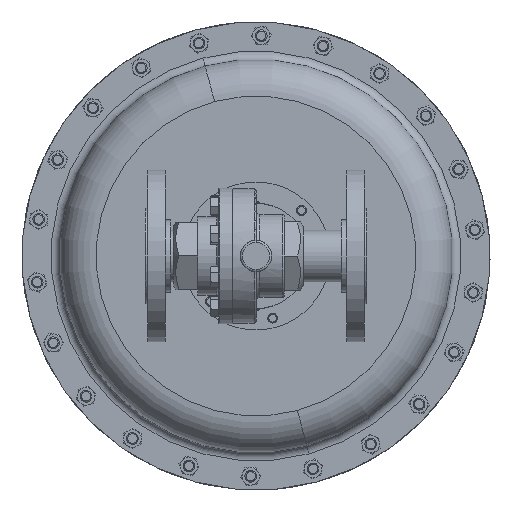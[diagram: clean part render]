
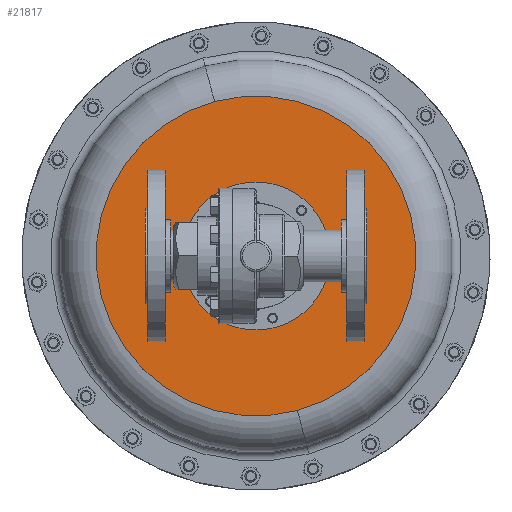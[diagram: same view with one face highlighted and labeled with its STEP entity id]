
A CAD part, front view. The second image highlights one B-rep face of the part: STEP entity #21817.
In plain terms, the highlighted planar face has unit normal (0, -1, 0).
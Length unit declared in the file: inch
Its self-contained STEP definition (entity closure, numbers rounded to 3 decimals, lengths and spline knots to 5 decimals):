
#249 = CARTESIAN_POINT ( 'NONE',  ( 0.60375, 9.57865, 5.55309 ) ) ;
#1056 = AXIS2_PLACEMENT_3D ( 'NONE', #35866, #1303, #25411 ) ;
#1303 = DIRECTION ( 'NONE',  ( 0., -1., 0. ) ) ;
#1390 = EDGE_CURVE ( 'NONE', #44444, #30319, #15606, .T. ) ;
#4554 = CARTESIAN_POINT ( 'NONE',  ( 2.28313, 9.57865, 3.87371 ) ) ;
#6381 = FACE_OUTER_BOUND ( 'NONE', #21130, .T. ) ;
#7527 = CARTESIAN_POINT ( 'NONE',  ( 2.28313, 9.57865, 3.87371 ) ) ;
#7581 = DIRECTION ( 'NONE',  ( 0., 1., 0. ) ) ;
#7640 = DIRECTION ( 'NONE',  ( -0.707, 0., 0.707 ) ) ;
#7732 = CARTESIAN_POINT ( 'NONE',  ( 3.96251, 9.57865, 2.19433 ) ) ;
#7962 = DIRECTION ( 'NONE',  ( 0.259, 0., -0.966 ) ) ;
#10355 = AXIS2_PLACEMENT_3D ( 'NONE', #13547, #37993, #17020 ) ;
#10371 = CARTESIAN_POINT ( 'NONE',  ( 3.60958, 9.57865, -1.07666 ) ) ;
#10936 = CARTESIAN_POINT ( 'NONE',  ( 2.28313, 9.57865, 3.87371 ) ) ;
#11708 = CARTESIAN_POINT ( 'NONE',  ( 0.95668, 9.57865, 8.82408 ) ) ;
#13547 = CARTESIAN_POINT ( 'NONE',  ( 2.28313, 9.57865, 3.87371 ) ) ;
#14405 = DIRECTION ( 'NONE',  ( 0.259, 0., -0.966 ) ) ;
#15460 = EDGE_LOOP ( 'NONE', ( #31749, #36146 ) ) ;
#15606 = CIRCLE ( 'NONE', #20843, 2.375 ) ;
#16432 = CIRCLE ( 'NONE', #10355, 2.375 ) ;
#17020 = DIRECTION ( 'NONE',  ( -0.707, 0., 0.707 ) ) ;
#20843 = AXIS2_PLACEMENT_3D ( 'NONE', #7527, #7581, #7640 ) ;
#21130 = EDGE_LOOP ( 'NONE', ( #40544, #28757 ) ) ;
#21817 = ADVANCED_FACE ( 'NONE', ( #6381, #40160 ), #21935, .T. ) ;
#21935 = PLANE ( 'NONE',  #1056 ) ;
#22405 = VERTEX_POINT ( 'NONE', #11708 ) ;
#25411 = DIRECTION ( 'NONE',  ( -0.259, 0., 0.966 ) ) ;
#26841 = EDGE_CURVE ( 'NONE', #30319, #44444, #16432, .T. ) ;
#28385 = CIRCLE ( 'NONE', #34687, 5.125 ) ;
#28757 = ORIENTED_EDGE ( 'NONE', *, *, #40987, .F. ) ;
#28827 = DIRECTION ( 'NONE',  ( 0., 1., 0. ) ) ;
#28926 = CIRCLE ( 'NONE', #37654, 5.125 ) ;
#29914 = VERTEX_POINT ( 'NONE', #10371 ) ;
#30319 = VERTEX_POINT ( 'NONE', #249 ) ;
#31749 = ORIENTED_EDGE ( 'NONE', *, *, #1390, .T. ) ;
#34687 = AXIS2_PLACEMENT_3D ( 'NONE', #4554, #28827, #7962 ) ;
#35335 = DIRECTION ( 'NONE',  ( 0., 1., 0. ) ) ;
#35866 = CARTESIAN_POINT ( 'NONE',  ( -2.66724, 9.57865, 2.54726 ) ) ;
#36146 = ORIENTED_EDGE ( 'NONE', *, *, #26841, .T. ) ;
#37654 = AXIS2_PLACEMENT_3D ( 'NONE', #10936, #35335, #14405 ) ;
#37993 = DIRECTION ( 'NONE',  ( 0., 1., 0. ) ) ;
#40160 = FACE_BOUND ( 'NONE', #15460, .T. ) ;
#40537 = EDGE_CURVE ( 'NONE', #29914, #22405, #28385, .T. ) ;
#40544 = ORIENTED_EDGE ( 'NONE', *, *, #40537, .F. ) ;
#40987 = EDGE_CURVE ( 'NONE', #22405, #29914, #28926, .T. ) ;
#44444 = VERTEX_POINT ( 'NONE', #7732 ) ;
